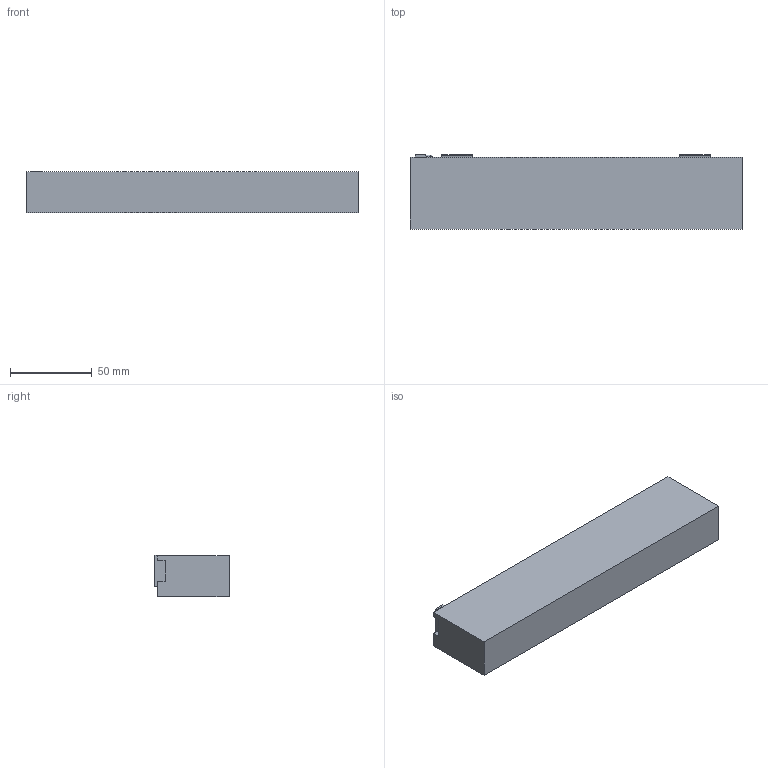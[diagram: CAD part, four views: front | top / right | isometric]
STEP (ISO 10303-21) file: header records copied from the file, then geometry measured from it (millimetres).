
FILE_DESCRIPTION (( 'STEP AP214' ), '1' );
FILE_NAME ('33068.STEP', '2024-10-22T18:45:33', ( '' ), ( '' ), 'SwSTEP 2.0', 'SolidWorks 2021', '' );
FILE_SCHEMA (( 'AUTOMOTIVE_DESIGN' ));
Length unit declared in the file: inch
Products named in the file (7): 33050_33050; 330681_330681; M58MM LHCS_M58MM LHCS; 33020_33020; 320501_320501; 320201_320201; 33068
Assembly tree (8 placements, depth 3):
  33068
    330681_330681
    33050_33050  x2
      320501_320501
      M58MM LHCS_M58MM LHCS
    33020_33020
      320201_320201
      M58MM LHCS_M58MM LHCS
Bounding box: 203.2 x 45.47 x 25.29 mm (x, y, z)
Volume: 211502.3 mm3; surface area: 40401.7 mm2
Topology: 7 solids, 7 shells, 388 faces, 947 edges, 562 vertices
Faces by surface type: cylinder 160, cone 114, plane 105, bspline 9
Entity records: 9324 total; most frequent: CARTESIAN_POINT 3111, DIRECTION 1145, ORIENTED_EDGE 1114, EDGE_CURVE 557, AXIS2_PLACEMENT_3D 417, VERTEX_POINT 342, LINE 311, VECTOR 311
